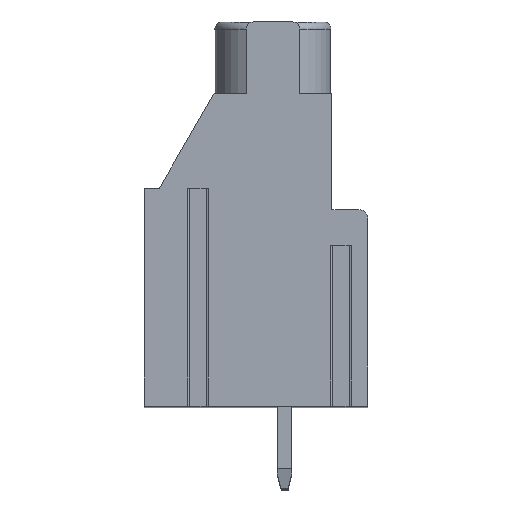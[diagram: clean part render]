
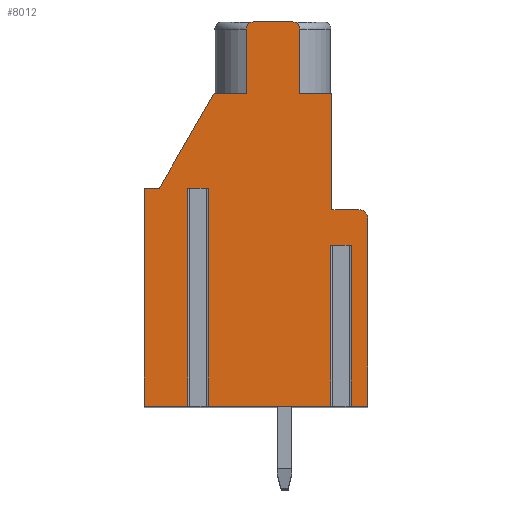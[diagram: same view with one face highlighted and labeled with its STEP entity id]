
A CAD part, top view. The second image highlights one B-rep face of the part: STEP entity #8012.
In plain terms, the highlighted planar face has unit normal (0, 0, 1).
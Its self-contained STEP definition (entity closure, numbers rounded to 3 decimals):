
#65=DIRECTION('',(-1.,0.,0.));
#66=VECTOR('',#65,1.146);
#67=CARTESIAN_POINT('',(-2.127,1.2,53.975));
#68=LINE('',#67,#66);
#69=DIRECTION('',(0.,-1.,0.));
#70=VECTOR('',#69,12.2);
#71=CARTESIAN_POINT('',(-3.273,1.2,53.975));
#72=LINE('',#71,#70);
#73=DIRECTION('',(1.,0.,0.));
#74=VECTOR('',#73,2.427);
#75=CARTESIAN_POINT('',(-5.7,-11.,53.975));
#76=LINE('',#75,#74);
#77=DIRECTION('',(0.,-1.,0.));
#78=VECTOR('',#77,12.2);
#79=CARTESIAN_POINT('',(-5.7,1.2,53.975));
#80=LINE('',#79,#78);
#81=DIRECTION('',(-1.,0.,0.));
#82=VECTOR('',#81,0.84);
#83=CARTESIAN_POINT('',(-4.86,1.2,53.975));
#84=LINE('',#83,#82);
#85=DIRECTION('',(-0.5,-0.866,0.));
#86=VECTOR('',#85,6.12);
#87=CARTESIAN_POINT('',(-1.8,6.5,53.975));
#88=LINE('',#87,#86);
#89=DIRECTION('',(-1.,0.,0.));
#90=VECTOR('',#89,1.8);
#91=CARTESIAN_POINT('',(0.,6.5,53.975));
#92=LINE('',#91,#90);
#93=DIRECTION('',(0.,-1.,0.));
#94=VECTOR('',#93,3.6);
#95=CARTESIAN_POINT('',(0.,10.1,53.975));
#96=LINE('',#95,#94);
#97=CARTESIAN_POINT('',(0.4,10.1,53.975));
#98=DIRECTION('',(0.,0.,1.));
#99=DIRECTION('',(0.,1.,0.));
#100=AXIS2_PLACEMENT_3D('',#97,#98,#99);
#102=DIRECTION('',(-1.,0.,0.));
#103=VECTOR('',#102,2.2);
#104=CARTESIAN_POINT('',(2.6,10.5,53.975));
#105=LINE('',#104,#103);
#106=CARTESIAN_POINT('',(2.6,10.1,53.975));
#107=DIRECTION('',(0.,0.,1.));
#108=DIRECTION('',(1.,0.,0.));
#109=AXIS2_PLACEMENT_3D('',#106,#107,#108);
#111=DIRECTION('',(0.,1.,0.));
#112=VECTOR('',#111,3.6);
#113=CARTESIAN_POINT('',(3.,6.5,53.975));
#114=LINE('',#113,#112);
#115=DIRECTION('',(-1.,0.,0.));
#116=VECTOR('',#115,1.8);
#117=CARTESIAN_POINT('',(4.8,6.5,53.975));
#118=LINE('',#117,#116);
#119=DIRECTION('',(0.,1.,0.));
#120=VECTOR('',#119,6.5);
#121=CARTESIAN_POINT('',(4.8,0.,53.975));
#122=LINE('',#121,#120);
#123=DIRECTION('',(-1.,0.,0.));
#124=VECTOR('',#123,1.5);
#125=CARTESIAN_POINT('',(6.3,0.,53.975));
#126=LINE('',#125,#124);
#127=CARTESIAN_POINT('',(6.3,-0.5,53.975));
#128=DIRECTION('',(0.,0.,1.));
#129=DIRECTION('',(1.,0.,0.));
#130=AXIS2_PLACEMENT_3D('',#127,#128,#129);
#132=DIRECTION('',(0.,1.,0.));
#133=VECTOR('',#132,10.5);
#134=CARTESIAN_POINT('',(6.8,-11.,53.975));
#135=LINE('',#134,#133);
#136=DIRECTION('',(1.,0.,0.));
#137=VECTOR('',#136,0.925);
#138=CARTESIAN_POINT('',(5.875,-11.,53.975));
#139=LINE('',#138,#137);
#140=DIRECTION('',(0.,-1.,0.));
#141=VECTOR('',#140,9.);
#142=CARTESIAN_POINT('',(5.875,-2.,53.975));
#143=LINE('',#142,#141);
#144=DIRECTION('',(-1.,0.,0.));
#145=VECTOR('',#144,1.146);
#146=CARTESIAN_POINT('',(5.875,-2.,53.975));
#147=LINE('',#146,#145);
#148=DIRECTION('',(0.,-1.,0.));
#149=VECTOR('',#148,9.);
#150=CARTESIAN_POINT('',(4.728,-2.,53.975));
#151=LINE('',#150,#149);
#152=DIRECTION('',(1.,0.,0.));
#153=VECTOR('',#152,6.855);
#154=CARTESIAN_POINT('',(-2.127,-11.,53.975));
#155=LINE('',#154,#153);
#156=DIRECTION('',(0.,-1.,0.));
#157=VECTOR('',#156,12.2);
#158=CARTESIAN_POINT('',(-2.127,1.2,53.975));
#159=LINE('',#158,#157);
#6227=CARTESIAN_POINT('',(6.8,-11.,53.975));
#6228=CARTESIAN_POINT('',(6.8,-0.5,53.975));
#6229=VERTEX_POINT('',#6227);
#6230=VERTEX_POINT('',#6228);
#6231=CARTESIAN_POINT('',(6.3,0.,53.975));
#6232=VERTEX_POINT('',#6231);
#6233=CARTESIAN_POINT('',(4.8,0.,53.975));
#6234=VERTEX_POINT('',#6233);
#6235=CARTESIAN_POINT('',(4.8,6.5,53.975));
#6236=VERTEX_POINT('',#6235);
#6237=CARTESIAN_POINT('',(3.,6.5,53.975));
#6238=VERTEX_POINT('',#6237);
#6239=CARTESIAN_POINT('',(3.,10.1,53.975));
#6240=VERTEX_POINT('',#6239);
#6241=CARTESIAN_POINT('',(2.6,10.5,53.975));
#6242=VERTEX_POINT('',#6241);
#6243=CARTESIAN_POINT('',(0.4,10.5,53.975));
#6244=VERTEX_POINT('',#6243);
#6245=CARTESIAN_POINT('',(0.,10.1,53.975));
#6246=VERTEX_POINT('',#6245);
#6247=CARTESIAN_POINT('',(0.,6.5,53.975));
#6248=VERTEX_POINT('',#6247);
#6249=CARTESIAN_POINT('',(-1.8,6.5,53.975));
#6250=VERTEX_POINT('',#6249);
#6251=CARTESIAN_POINT('',(-4.86,1.2,53.975));
#6252=VERTEX_POINT('',#6251);
#6253=CARTESIAN_POINT('',(-5.7,1.2,53.975));
#6254=VERTEX_POINT('',#6253);
#6255=CARTESIAN_POINT('',(-5.7,-11.,53.975));
#6256=VERTEX_POINT('',#6255);
#6413=CARTESIAN_POINT('',(5.875,-2.,53.975));
#6414=CARTESIAN_POINT('',(4.728,-2.,53.975));
#6415=VERTEX_POINT('',#6413);
#6416=VERTEX_POINT('',#6414);
#6417=CARTESIAN_POINT('',(5.875,-11.,53.975));
#6418=VERTEX_POINT('',#6417);
#6419=CARTESIAN_POINT('',(4.728,-11.,53.975));
#6420=VERTEX_POINT('',#6419);
#6445=CARTESIAN_POINT('',(-2.127,1.2,53.975));
#6446=CARTESIAN_POINT('',(-3.273,1.2,53.975));
#6447=VERTEX_POINT('',#6445);
#6448=VERTEX_POINT('',#6446);
#6449=CARTESIAN_POINT('',(-2.127,-11.,53.975));
#6450=VERTEX_POINT('',#6449);
#6451=CARTESIAN_POINT('',(-3.273,-11.,53.975));
#6452=VERTEX_POINT('',#6451);
#7959=CARTESIAN_POINT('',(0.,0.,53.975));
#7960=DIRECTION('',(0.,0.,1.));
#7961=DIRECTION('',(1.,0.,0.));
#7962=AXIS2_PLACEMENT_3D('',#7959,#7960,#7961);
#7963=PLANE('',#7962);
#7965=ORIENTED_EDGE('',*,*,#7964,.T.);
#7967=ORIENTED_EDGE('',*,*,#7966,.T.);
#7969=ORIENTED_EDGE('',*,*,#7968,.F.);
#7971=ORIENTED_EDGE('',*,*,#7970,.F.);
#7973=ORIENTED_EDGE('',*,*,#7972,.F.);
#7975=ORIENTED_EDGE('',*,*,#7974,.F.);
#7977=ORIENTED_EDGE('',*,*,#7976,.F.);
#7979=ORIENTED_EDGE('',*,*,#7978,.F.);
#7981=ORIENTED_EDGE('',*,*,#7980,.F.);
#7983=ORIENTED_EDGE('',*,*,#7982,.F.);
#7985=ORIENTED_EDGE('',*,*,#7984,.F.);
#7987=ORIENTED_EDGE('',*,*,#7986,.F.);
#7989=ORIENTED_EDGE('',*,*,#7988,.F.);
#7991=ORIENTED_EDGE('',*,*,#7990,.F.);
#7993=ORIENTED_EDGE('',*,*,#7992,.F.);
#7995=ORIENTED_EDGE('',*,*,#7994,.F.);
#7997=ORIENTED_EDGE('',*,*,#7996,.F.);
#7999=ORIENTED_EDGE('',*,*,#7998,.F.);
#8001=ORIENTED_EDGE('',*,*,#8000,.F.);
#8003=ORIENTED_EDGE('',*,*,#8002,.T.);
#8005=ORIENTED_EDGE('',*,*,#8004,.T.);
#8007=ORIENTED_EDGE('',*,*,#8006,.F.);
#8009=ORIENTED_EDGE('',*,*,#8008,.F.);
#8010=EDGE_LOOP('',(#7965,#7967,#7969,#7971,#7973,#7975,#7977,#7979,#7981,#7983,
#7985,#7987,#7989,#7991,#7993,#7995,#7997,#7999,#8001,#8003,#8005,#8007,#8009));
#8011=FACE_OUTER_BOUND('',#8010,.F.);
#101=CIRCLE('',#100,0.4);
#110=CIRCLE('',#109,0.4);
#131=CIRCLE('',#130,0.5);
#7964=EDGE_CURVE('',#6447,#6448,#68,.T.);
#7966=EDGE_CURVE('',#6448,#6452,#72,.T.);
#7968=EDGE_CURVE('',#6256,#6452,#76,.T.);
#7970=EDGE_CURVE('',#6254,#6256,#80,.T.);
#7972=EDGE_CURVE('',#6252,#6254,#84,.T.);
#7974=EDGE_CURVE('',#6250,#6252,#88,.T.);
#7976=EDGE_CURVE('',#6248,#6250,#92,.T.);
#7978=EDGE_CURVE('',#6246,#6248,#96,.T.);
#7980=EDGE_CURVE('',#6244,#6246,#101,.T.);
#7982=EDGE_CURVE('',#6242,#6244,#105,.T.);
#7984=EDGE_CURVE('',#6240,#6242,#110,.T.);
#7986=EDGE_CURVE('',#6238,#6240,#114,.T.);
#7988=EDGE_CURVE('',#6236,#6238,#118,.T.);
#7990=EDGE_CURVE('',#6234,#6236,#122,.T.);
#7992=EDGE_CURVE('',#6232,#6234,#126,.T.);
#7994=EDGE_CURVE('',#6230,#6232,#131,.T.);
#7996=EDGE_CURVE('',#6229,#6230,#135,.T.);
#7998=EDGE_CURVE('',#6418,#6229,#139,.T.);
#8000=EDGE_CURVE('',#6415,#6418,#143,.T.);
#8002=EDGE_CURVE('',#6415,#6416,#147,.T.);
#8004=EDGE_CURVE('',#6416,#6420,#151,.T.);
#8006=EDGE_CURVE('',#6450,#6420,#155,.T.);
#8008=EDGE_CURVE('',#6447,#6450,#159,.T.);
#8012=ADVANCED_FACE('',(#8011),#7963,.T.);
